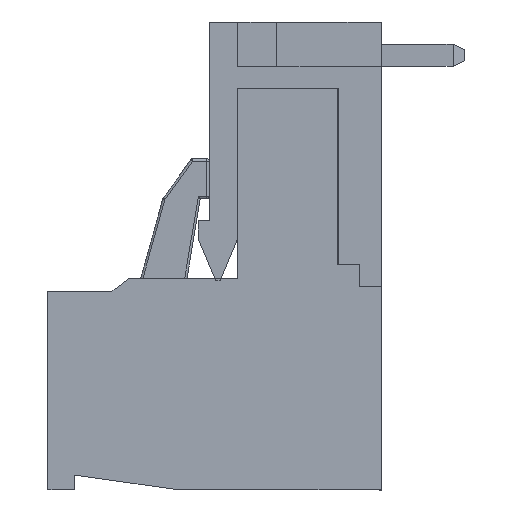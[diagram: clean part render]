
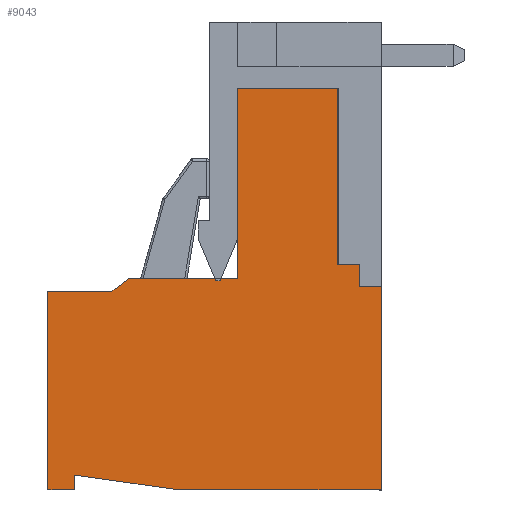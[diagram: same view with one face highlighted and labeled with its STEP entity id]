
A CAD part, left-side view. The second image highlights one B-rep face of the part: STEP entity #9043.
In plain terms, the highlighted planar face has unit normal (-1, 0, 0).
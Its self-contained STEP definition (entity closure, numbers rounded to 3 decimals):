
#381=PLANE('',#9774);
#815=FACE_OUTER_BOUND('',#1315,.T.);
#1315=EDGE_LOOP('',(#7102,#7103,#7104,#7105,#7106,#7107,#7108,#7109,#7110,
#7111,#7112,#7113,#7114,#7115,#7116));
#1963=LINE('',#13754,#3048);
#2058=LINE('',#13945,#3143);
#2059=LINE('',#13949,#3144);
#2060=LINE('',#13951,#3145);
#2061=LINE('',#13953,#3146);
#2062=LINE('',#13955,#3147);
#2063=LINE('',#13957,#3148);
#2064=LINE('',#13959,#3149);
#2065=LINE('',#13961,#3150);
#2066=LINE('',#13963,#3151);
#2067=LINE('',#13964,#3152);
#2068=LINE('',#13966,#3153);
#2069=LINE('',#13968,#3154);
#2070=LINE('',#13970,#3155);
#2071=LINE('',#13971,#3156);
#3048=VECTOR('',#11091,1000.);
#3143=VECTOR('',#11218,1000.);
#3144=VECTOR('',#11221,1000.);
#3145=VECTOR('',#11222,1000.);
#3146=VECTOR('',#11223,1000.);
#3147=VECTOR('',#11224,1000.);
#3148=VECTOR('',#11225,1000.);
#3149=VECTOR('',#11226,1000.);
#3150=VECTOR('',#11227,1000.);
#3151=VECTOR('',#11228,1000.);
#3152=VECTOR('',#11229,1000.);
#3153=VECTOR('',#11230,1000.);
#3154=VECTOR('',#11231,1000.);
#3155=VECTOR('',#11232,1000.);
#3156=VECTOR('',#11233,1000.);
#4328=VERTEX_POINT('',#13751);
#4329=VERTEX_POINT('',#13753);
#4409=VERTEX_POINT('',#13943);
#4410=VERTEX_POINT('',#13947);
#4411=VERTEX_POINT('',#13948);
#4412=VERTEX_POINT('',#13950);
#4413=VERTEX_POINT('',#13952);
#4414=VERTEX_POINT('',#13954);
#4415=VERTEX_POINT('',#13956);
#4416=VERTEX_POINT('',#13958);
#4417=VERTEX_POINT('',#13960);
#4418=VERTEX_POINT('',#13962);
#4419=VERTEX_POINT('',#13965);
#4420=VERTEX_POINT('',#13967);
#4421=VERTEX_POINT('',#13969);
#5299=EDGE_CURVE('',#4328,#4329,#1963,.T.);
#5397=EDGE_CURVE('',#4409,#4328,#2058,.T.);
#5398=EDGE_CURVE('',#4410,#4411,#2059,.T.);
#5399=EDGE_CURVE('',#4410,#4412,#2060,.T.);
#5400=EDGE_CURVE('',#4413,#4412,#2061,.T.);
#5401=EDGE_CURVE('',#4414,#4413,#2062,.T.);
#5402=EDGE_CURVE('',#4415,#4414,#2063,.T.);
#5403=EDGE_CURVE('',#4416,#4415,#2064,.T.);
#5404=EDGE_CURVE('',#4417,#4416,#2065,.T.);
#5405=EDGE_CURVE('',#4418,#4417,#2066,.T.);
#5406=EDGE_CURVE('',#4329,#4418,#2067,.T.);
#5407=EDGE_CURVE('',#4419,#4409,#2068,.T.);
#5408=EDGE_CURVE('',#4420,#4419,#2069,.T.);
#5409=EDGE_CURVE('',#4421,#4420,#2070,.T.);
#5410=EDGE_CURVE('',#4411,#4421,#2071,.T.);
#7102=ORIENTED_EDGE('',*,*,#5398,.F.);
#7103=ORIENTED_EDGE('',*,*,#5399,.T.);
#7104=ORIENTED_EDGE('',*,*,#5400,.F.);
#7105=ORIENTED_EDGE('',*,*,#5401,.F.);
#7106=ORIENTED_EDGE('',*,*,#5402,.F.);
#7107=ORIENTED_EDGE('',*,*,#5403,.F.);
#7108=ORIENTED_EDGE('',*,*,#5404,.F.);
#7109=ORIENTED_EDGE('',*,*,#5405,.F.);
#7110=ORIENTED_EDGE('',*,*,#5406,.F.);
#7111=ORIENTED_EDGE('',*,*,#5299,.F.);
#7112=ORIENTED_EDGE('',*,*,#5397,.F.);
#7113=ORIENTED_EDGE('',*,*,#5407,.F.);
#7114=ORIENTED_EDGE('',*,*,#5408,.F.);
#7115=ORIENTED_EDGE('',*,*,#5409,.F.);
#7116=ORIENTED_EDGE('',*,*,#5410,.F.);
#9043=ADVANCED_FACE('',(#815),#381,.F.);
#9774=AXIS2_PLACEMENT_3D('',#13946,#11219,#11220);
#11091=DIRECTION('',(0.,1.,0.));
#11218=DIRECTION('',(0.,-0.139,0.99));
#11219=DIRECTION('center_axis',(1.,0.,0.));
#11220=DIRECTION('ref_axis',(0.,1.,0.));
#11221=DIRECTION('',(0.,0.,-1.));
#11222=DIRECTION('',(0.,-1.,0.));
#11223=DIRECTION('',(0.,0.,-1.));
#11224=DIRECTION('',(0.,-1.,0.));
#11225=DIRECTION('',(0.,0.,-1.));
#11226=DIRECTION('',(0.,-0.6,-0.8));
#11227=DIRECTION('',(0.,0.,-1.));
#11228=DIRECTION('',(0.,-1.,0.));
#11229=DIRECTION('',(0.,0.,1.));
#11230=DIRECTION('',(0.,0.,1.));
#11231=DIRECTION('',(0.,1.,0.));
#11232=DIRECTION('',(0.,0.,-1.));
#11233=DIRECTION('',(0.,1.,0.));
#13751=CARTESIAN_POINT('',(-7.5,8.925,10.65));
#13753=CARTESIAN_POINT('',(-7.5,9.6,10.65));
#13754=CARTESIAN_POINT('',(-7.5,0.,10.65));
#13943=CARTESIAN_POINT('',(-7.5,9.6,5.85));
#13945=CARTESIAN_POINT('',(-7.5,10.22,1.436));
#13946=CARTESIAN_POINT('Origin',(-7.5,0.,0.));
#13947=CARTESIAN_POINT('',(-7.5,-0.6,-1.29));
#13948=CARTESIAN_POINT('',(-7.5,-0.6,-2.25));
#13949=CARTESIAN_POINT('',(-7.5,-0.6,-1.29));
#13950=CARTESIAN_POINT('',(-7.5,-8.6,-1.29));
#13951=CARTESIAN_POINT('',(-7.5,-0.6,-1.29));
#13952=CARTESIAN_POINT('',(-7.5,-8.6,3.25));
#13953=CARTESIAN_POINT('',(-7.5,-8.6,3.25));
#13954=CARTESIAN_POINT('',(-7.5,0.,3.25));
#13955=CARTESIAN_POINT('',(-7.5,0.,3.25));
#13956=CARTESIAN_POINT('',(-7.5,0.,8.15));
#13957=CARTESIAN_POINT('',(-7.5,0.,11.85));
#13958=CARTESIAN_POINT('',(-7.5,0.6,8.95));
#13959=CARTESIAN_POINT('',(-7.5,-3.912,2.934));
#13960=CARTESIAN_POINT('',(-7.5,0.6,11.85));
#13961=CARTESIAN_POINT('',(-7.5,0.6,0.));
#13962=CARTESIAN_POINT('',(-7.5,9.6,11.85));
#13963=CARTESIAN_POINT('',(-7.5,9.6,11.85));
#13964=CARTESIAN_POINT('',(-7.5,9.6,-3.25));
#13965=CARTESIAN_POINT('',(-7.5,9.6,-3.25));
#13966=CARTESIAN_POINT('',(-7.5,9.6,-3.25));
#13967=CARTESIAN_POINT('',(-7.5,0.4,-3.25));
#13968=CARTESIAN_POINT('',(-7.5,-8.6,-3.25));
#13969=CARTESIAN_POINT('',(-7.5,0.4,-2.25));
#13970=CARTESIAN_POINT('',(-7.5,0.4,0.));
#13971=CARTESIAN_POINT('',(-7.5,0.,-2.25));
